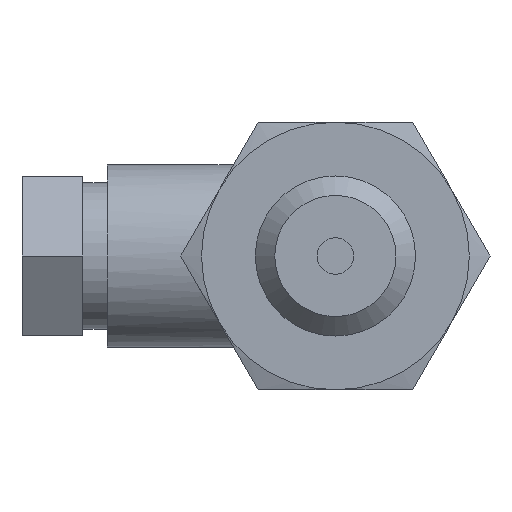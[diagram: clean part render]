
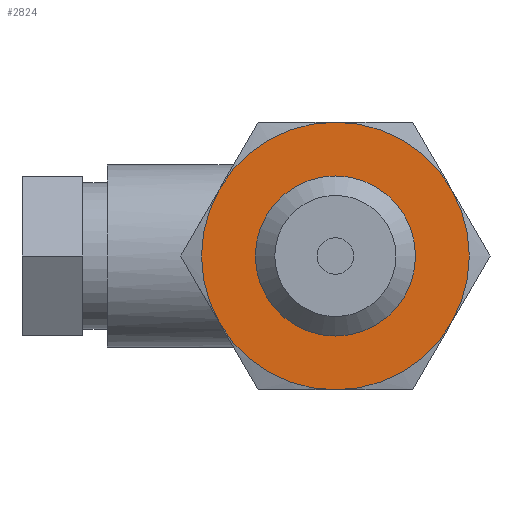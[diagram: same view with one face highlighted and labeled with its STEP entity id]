
A CAD part, front view. The second image highlights one B-rep face of the part: STEP entity #2824.
In plain terms, the highlighted planar face has unit normal (0, -1, 0).
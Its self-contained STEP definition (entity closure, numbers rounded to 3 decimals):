
#41=FACE_BOUND('',#1035,.T.);
#694=PLANE('',#3118);
#854=FACE_OUTER_BOUND('',#1034,.T.);
#1034=EDGE_LOOP('',(#2608,#2609,#2610,#2611,#2612,#2613));
#1035=EDGE_LOOP('',(#2614));
#1053=CIRCLE('',#2868,11.);
#1054=CIRCLE('',#2870,11.);
#1055=CIRCLE('',#2872,11.);
#1056=CIRCLE('',#2874,11.);
#1057=CIRCLE('',#2876,11.);
#1058=CIRCLE('',#2878,11.);
#1157=CIRCLE('',#3119,6.579);
#1202=VERTEX_POINT('',#4020);
#1203=VERTEX_POINT('',#4024);
#1205=VERTEX_POINT('',#4031);
#1207=VERTEX_POINT('',#4041);
#1209=VERTEX_POINT('',#4051);
#1211=VERTEX_POINT('',#4064);
#1442=VERTEX_POINT('',#4835);
#1470=EDGE_CURVE('',#1202,#1203,#1053,.T.);
#1473=EDGE_CURVE('',#1205,#1202,#1054,.T.);
#1476=EDGE_CURVE('',#1207,#1205,#1055,.T.);
#1479=EDGE_CURVE('',#1209,#1207,#1056,.T.);
#1481=EDGE_CURVE('',#1211,#1209,#1057,.T.);
#1484=EDGE_CURVE('',#1203,#1211,#1058,.T.);
#1839=EDGE_CURVE('',#1442,#1442,#1157,.T.);
#2608=ORIENTED_EDGE('',*,*,#1484,.T.);
#2609=ORIENTED_EDGE('',*,*,#1481,.T.);
#2610=ORIENTED_EDGE('',*,*,#1479,.T.);
#2611=ORIENTED_EDGE('',*,*,#1476,.T.);
#2612=ORIENTED_EDGE('',*,*,#1473,.T.);
#2613=ORIENTED_EDGE('',*,*,#1470,.T.);
#2614=ORIENTED_EDGE('',*,*,#1839,.T.);
#2824=ADVANCED_FACE('',(#854,#41),#694,.T.);
#2868=AXIS2_PLACEMENT_3D('',#4028,#3165,#3166);
#2870=AXIS2_PLACEMENT_3D('',#4038,#3169,#3170);
#2872=AXIS2_PLACEMENT_3D('',#4048,#3173,#3174);
#2874=AXIS2_PLACEMENT_3D('',#4058,#3177,#3178);
#2876=AXIS2_PLACEMENT_3D('',#4065,#3181,#3182);
#2878=AXIS2_PLACEMENT_3D('',#4074,#3185,#3186);
#3118=AXIS2_PLACEMENT_3D('',#4834,#3915,#3916);
#3119=AXIS2_PLACEMENT_3D('',#4836,#3917,#3918);
#3165=DIRECTION('center_axis',(0.,-1.,0.));
#3166=DIRECTION('ref_axis',(0.,0.,1.));
#3169=DIRECTION('center_axis',(0.,-1.,0.));
#3170=DIRECTION('ref_axis',(0.,0.,1.));
#3173=DIRECTION('center_axis',(0.,-1.,0.));
#3174=DIRECTION('ref_axis',(0.,0.,1.));
#3177=DIRECTION('center_axis',(0.,-1.,0.));
#3178=DIRECTION('ref_axis',(0.,0.,1.));
#3181=DIRECTION('center_axis',(0.,-1.,0.));
#3182=DIRECTION('ref_axis',(0.,0.,1.));
#3185=DIRECTION('center_axis',(0.,-1.,0.));
#3186=DIRECTION('ref_axis',(0.,0.,1.));
#3915=DIRECTION('center_axis',(0.,-1.,0.));
#3916=DIRECTION('ref_axis',(0.,0.,-1.));
#3917=DIRECTION('center_axis',(0.,1.,0.));
#3918=DIRECTION('ref_axis',(1.,0.,0.));
#4020=CARTESIAN_POINT('',(-9.526,16.,5.5));
#4024=CARTESIAN_POINT('',(-9.526,16.,-5.5));
#4028=CARTESIAN_POINT('Origin',(0.,16.,0.));
#4031=CARTESIAN_POINT('',(0.,16.,11.));
#4038=CARTESIAN_POINT('Origin',(0.,16.,0.));
#4041=CARTESIAN_POINT('',(9.526,16.,5.5));
#4048=CARTESIAN_POINT('Origin',(0.,16.,0.));
#4051=CARTESIAN_POINT('',(9.526,16.,-5.5));
#4058=CARTESIAN_POINT('Origin',(0.,16.,0.));
#4064=CARTESIAN_POINT('',(0.,16.,-11.));
#4065=CARTESIAN_POINT('Origin',(0.,16.,0.));
#4074=CARTESIAN_POINT('Origin',(0.,16.,0.));
#4834=CARTESIAN_POINT('Origin',(0.,16.,0.));
#4835=CARTESIAN_POINT('',(-6.579,16.,0.));
#4836=CARTESIAN_POINT('Origin',(0.,16.,0.));
